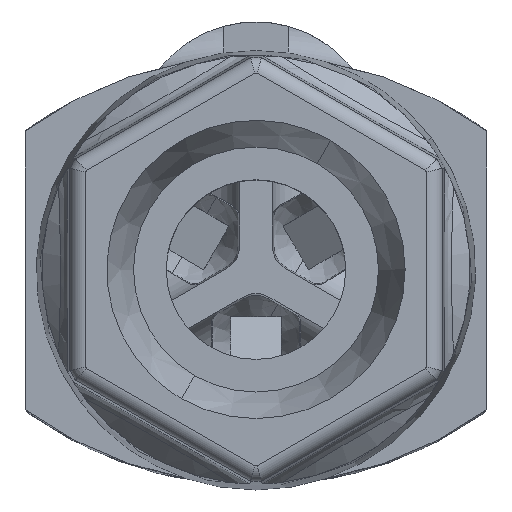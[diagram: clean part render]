
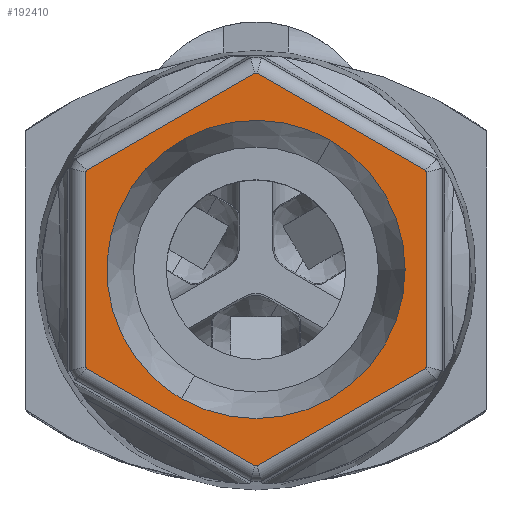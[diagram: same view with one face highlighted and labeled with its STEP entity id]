
A CAD part, top view. The second image highlights one B-rep face of the part: STEP entity #192410.
In plain terms, the highlighted face is planar.
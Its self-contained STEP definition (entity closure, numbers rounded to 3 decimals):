
#182780=CARTESIAN_POINT('',(-67.072,-28.192,
-160.065));
#182790=VERTEX_POINT('',#182780);
#182820=CARTESIAN_POINT('',(-67.072,-28.255,
-148.816));
#182830=DIRECTION('',(1.,0.,0.));
#182840=DIRECTION('',(0.,0.5,
-0.866));
#182850=AXIS2_PLACEMENT_3D('',#182820,#182830,#182840);
#182860=CIRCLE('',#182850,11.25);
#182870=CARTESIAN_POINT('',(-67.072,-28.318,
-160.065));
#182880=VERTEX_POINT('',#182870);
#182890=EDGE_CURVE('',#182880,#182790,#182860,.T.);
#184260=CARTESIAN_POINT('',(-67.072,-37.965,
-154.495));
#184270=VERTEX_POINT('',#184260);
#184370=CARTESIAN_POINT('',(-67.072,-38.029,
-154.459));
#184380=DIRECTION('',(0.,-0.866,
0.5));
#184390=VECTOR('',#184380,1.);
#184400=LINE('',#184370,#184390);
#184410=EDGE_CURVE('',#182880,#184270,#184400,.T.);
#185090=CARTESIAN_POINT('',(-67.072,-38.029,
-154.386));
#185100=VERTEX_POINT('',#185090);
#185210=CARTESIAN_POINT('',(-67.072,-28.255,
-148.816));
#185220=DIRECTION('',(1.,0.,0.));
#185230=DIRECTION('',(0.,0.5,
-0.866));
#185240=AXIS2_PLACEMENT_3D('',#185210,#185220,#185230);
#185250=CIRCLE('',#185240,11.25);
#185260=EDGE_CURVE('',#185100,#184270,#185250,.T.);
#185390=CARTESIAN_POINT('',(-67.072,-38.029,
-154.459));
#185400=DIRECTION('',(0.,0.,1.));
#185410=VECTOR('',#185400,1.);
#185420=LINE('',#185390,#185410);
#185430=CARTESIAN_POINT('',(-67.072,-38.029,
-143.246));
#185440=VERTEX_POINT('',#185430);
#185450=EDGE_CURVE('',#185100,#185440,#185420,.T.);
#186170=CARTESIAN_POINT('',(-67.072,-28.255,
-148.816));
#186180=DIRECTION('',(1.,0.,0.));
#186190=DIRECTION('',(0.,0.5,
-0.866));
#186200=AXIS2_PLACEMENT_3D('',#186170,#186180,#186190);
#186210=CIRCLE('',#186200,11.25);
#186220=CARTESIAN_POINT('',(-67.072,-37.965,
-143.136));
#186230=VERTEX_POINT('',#186220);
#186240=EDGE_CURVE('',#186230,#185440,#186210,.T.);
#187040=CARTESIAN_POINT('',(-67.072,-33.142,
-140.351));
#187050=DIRECTION('',(0.,0.866,
0.5));
#187060=VECTOR('',#187050,1.);
#187070=LINE('',#187040,#187060);
#187080=CARTESIAN_POINT('',(-67.072,-28.318,
-137.566));
#187090=VERTEX_POINT('',#187080);
#187100=EDGE_CURVE('',#186230,#187090,#187070,.T.);
#187870=CARTESIAN_POINT('',(-67.072,-28.255,
-148.816));
#187880=DIRECTION('',(1.,0.,0.));
#187890=DIRECTION('',(0.,0.5,
-0.866));
#187900=AXIS2_PLACEMENT_3D('',#187870,#187880,#187890);
#187910=CIRCLE('',#187900,11.25);
#187920=CARTESIAN_POINT('',(-67.072,-28.192,
-137.566));
#187930=VERTEX_POINT('',#187920);
#187940=EDGE_CURVE('',#187930,#187090,#187910,.T.);
#188660=CARTESIAN_POINT('',(-67.072,-18.481,
-143.173));
#188670=DIRECTION('',(0.,-0.866,
0.5));
#188680=VECTOR('',#188670,1.);
#188690=LINE('',#188660,#188680);
#188700=CARTESIAN_POINT('',(-67.072,-18.544,
-143.136));
#188710=VERTEX_POINT('',#188700);
#188720=EDGE_CURVE('',#188710,#187930,#188690,.T.);
#189490=CARTESIAN_POINT('',(-67.072,-28.255,
-148.816));
#189500=DIRECTION('',(1.,0.,0.));
#189510=DIRECTION('',(0.,0.5,
-0.866));
#189520=AXIS2_PLACEMENT_3D('',#189490,#189500,#189510);
#189530=CIRCLE('',#189520,11.25);
#189540=CARTESIAN_POINT('',(-67.072,-18.481,
-143.246));
#189550=VERTEX_POINT('',#189540);
#189560=EDGE_CURVE('',#189550,#188710,#189530,.T.);
#190830=CARTESIAN_POINT('',(-67.072,-18.481,
-154.386));
#190840=VERTEX_POINT('',#190830);
#190940=CARTESIAN_POINT('',(-67.072,-18.481,
-143.173));
#190950=DIRECTION('',(0.,0.,-1.));
#190960=VECTOR('',#190950,1.);
#190970=LINE('',#190940,#190960);
#190980=EDGE_CURVE('',#189550,#190840,#190970,.T.);
#191110=CARTESIAN_POINT('',(-67.072,-28.255,
-148.816));
#191120=DIRECTION('',(1.,0.,0.));
#191130=DIRECTION('',(0.,0.5,
-0.866));
#191140=AXIS2_PLACEMENT_3D('',#191110,#191120,#191130);
#191150=CIRCLE('',#191140,11.25);
#191160=CARTESIAN_POINT('',(-67.072,-18.544,
-154.495));
#191170=VERTEX_POINT('',#191160);
#191180=EDGE_CURVE('',#191170,#190840,#191150,.T.);
#191870=CARTESIAN_POINT('',(-67.072,-23.368,
-157.28));
#191880=DIRECTION('',(0.,-0.866,
-0.5));
#191890=VECTOR('',#191880,1.);
#191900=LINE('',#191870,#191890);
#191910=EDGE_CURVE('',#191170,#182790,#191900,.T.);
#192030=CARTESIAN_POINT('',(-67.072,-36.257,
-143.987));
#192040=DIRECTION('',(-1.,0.,0.));
#192050=DIRECTION('',(0.,0.5,
0.866));
#192060=AXIS2_PLACEMENT_3D('',#192030,#192040,#192050);
#192070=PLANE('',#192060);
#192080=CARTESIAN_POINT('',(-67.072,-28.255,
-148.816));
#192090=DIRECTION('',(-1.,0.,0.));
#192100=DIRECTION('',(0.,-0.5,
0.866));
#192110=AXIS2_PLACEMENT_3D('',#192080,#192090,#192100);
#192120=CIRCLE('',#192110,8.552);
#192130=CARTESIAN_POINT('',(-67.072,-22.208,
-154.863));
#192140=VERTEX_POINT('',#192130);
#192150=CARTESIAN_POINT('',(-67.072,-23.979,
-156.222));
#192160=VERTEX_POINT('',#192150);
#192170=EDGE_CURVE('',#192140,#192160,#192120,.T.);
#192180=ORIENTED_EDGE('',*,*,#192170,.F.);
#192190=CARTESIAN_POINT('',(-67.072,-32.531,
-141.41));
#192200=VERTEX_POINT('',#192190);
#192210=EDGE_CURVE('',#192160,#192200,#192120,.T.);
#192220=ORIENTED_EDGE('',*,*,#192210,.F.);
#192230=EDGE_CURVE('',#192200,#192140,#192120,.T.);
#192240=ORIENTED_EDGE('',*,*,#192230,.F.);
#192250=EDGE_LOOP('',(#192240,#192220,#192180));
#192260=FACE_BOUND('',#192250,.T.);
#192270=ORIENTED_EDGE('',*,*,#191180,.F.);
#192280=ORIENTED_EDGE('',*,*,#190980,.T.);
#192290=ORIENTED_EDGE('',*,*,#189560,.F.);
#192300=ORIENTED_EDGE('',*,*,#188720,.F.);
#192310=ORIENTED_EDGE('',*,*,#187940,.F.);
#192320=ORIENTED_EDGE('',*,*,#187100,.T.);
#192330=ORIENTED_EDGE('',*,*,#186240,.F.);
#192340=ORIENTED_EDGE('',*,*,#185450,.T.);
#192350=ORIENTED_EDGE('',*,*,#185260,.F.);
#192360=ORIENTED_EDGE('',*,*,#184410,.T.);
#192370=ORIENTED_EDGE('',*,*,#182890,.F.);
#192380=ORIENTED_EDGE('',*,*,#191910,.T.);
#192390=EDGE_LOOP('',(#192380,#192370,#192360,#192350,#192340,#192330,
#192320,#192310,#192300,#192290,#192280,#192270));
#192400=FACE_OUTER_BOUND('',#192390,.T.);
#192410=ADVANCED_FACE('',(#192260,#192400),#192070,.T.);
